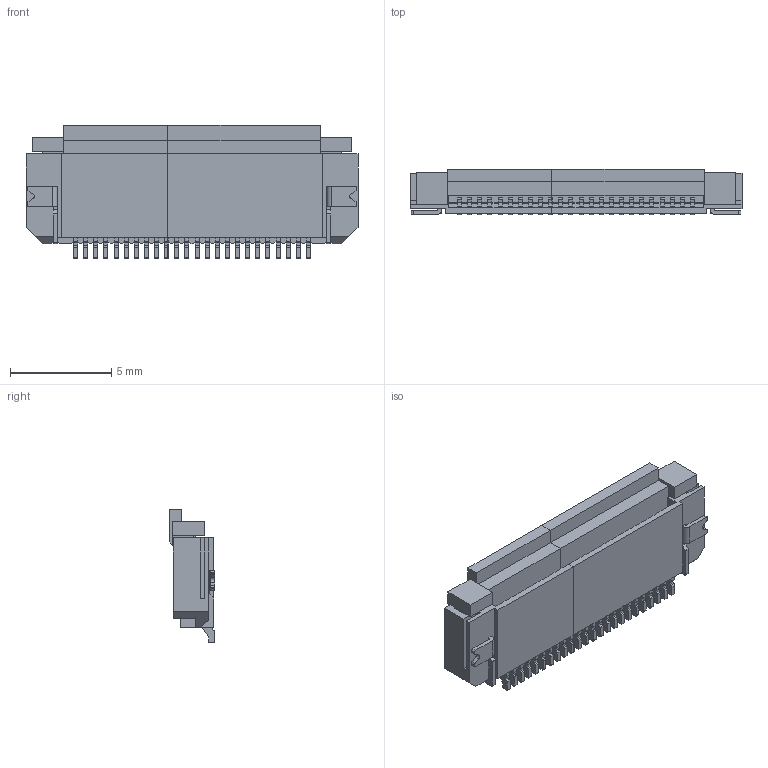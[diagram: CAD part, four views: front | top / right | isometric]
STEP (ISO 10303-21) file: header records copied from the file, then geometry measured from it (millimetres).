
FILE_DESCRIPTION((''),'2;1');
FILE_NAME('ASM0011_ASM','2025-07-03T',('工程三'),(''),'PRO/ENGINEER BY PARAMETRIC TECHNOLOGY CORPORATION, 2010280','PRO/ENGINEER BY PARAMETRIC TECHNOLOGY CORPORATION, 2010280','');
FILE_SCHEMA(('CONFIG_CONTROL_DESIGN'));
Products named in the file (1): ASM0011_ASM
Bounding box: 16.4 x 2.25 x 6.57 mm (x, y, z)
Volume: 52.1 mm3; surface area: 535.8 mm2
Topology: 1 solids, 2 shells, 2221 faces, 6442 edges, 4214 vertices
Faces by surface type: plane 1535, cylinder 686
Entity records: 72973 total; most frequent: CARTESIAN_POINT 12940, ORIENTED_EDGE 12881, DIRECTION 12478, EDGE_CURVE 6442, VECTOR 4794, LINE 4794, VERTEX_POINT 4214, AXIS2_PLACEMENT_3D 3842
